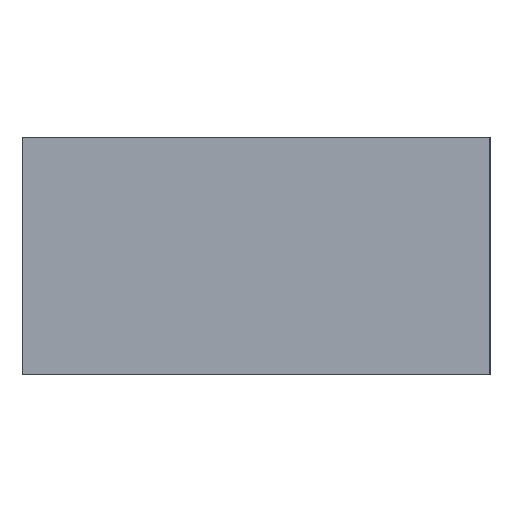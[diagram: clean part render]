
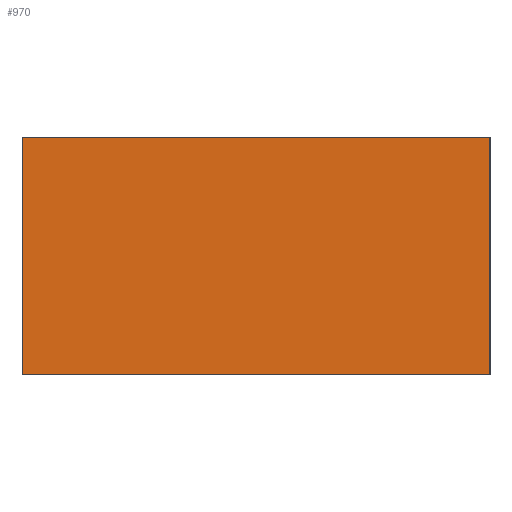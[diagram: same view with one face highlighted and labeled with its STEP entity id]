
A CAD part, left-side view. The second image highlights one B-rep face of the part: STEP entity #970.
In plain terms, the highlighted planar face has unit normal (-1, 0, 0).
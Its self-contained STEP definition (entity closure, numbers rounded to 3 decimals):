
#110 = VERTEX_POINT ( 'NONE', #261 ) ;
#261 = CARTESIAN_POINT ( 'NONE',  ( -190., -47.5, 24.15 ) ) ;
#293 = VERTEX_POINT ( 'NONE', #1268 ) ;
#343 = CARTESIAN_POINT ( 'NONE',  ( -190., 47.5, 24.15 ) ) ;
#512 = LINE ( 'NONE', #1818, #1756 ) ;
#592 = ORIENTED_EDGE ( 'NONE', *, *, #1890, .T. ) ;
#639 = LINE ( 'NONE', #1000, #770 ) ;
#686 = DIRECTION ( 'NONE',  ( 0., 0., 1. ) ) ;
#720 = EDGE_CURVE ( 'NONE', #293, #110, #1338, .T. ) ;
#770 = VECTOR ( 'NONE', #807, 1000. ) ;
#807 = DIRECTION ( 'NONE',  ( 0., 0., 1. ) ) ;
#970 = ADVANCED_FACE ( 'NONE', ( #2489 ), #2063, .T. ) ;
#988 = VERTEX_POINT ( 'NONE', #1449 ) ;
#995 = EDGE_CURVE ( 'NONE', #2174, #988, #512, .T. ) ;
#1000 = CARTESIAN_POINT ( 'NONE',  ( -190., -47.5, -24.15 ) ) ;
#1105 = VECTOR ( 'NONE', #686, 1000. ) ;
#1136 = DIRECTION ( 'NONE',  ( 0., -1., 0. ) ) ;
#1268 = CARTESIAN_POINT ( 'NONE',  ( -190., 47.5, 24.15 ) ) ;
#1283 = EDGE_CURVE ( 'NONE', #2174, #293, #2483, .T. ) ;
#1317 = CARTESIAN_POINT ( 'NONE',  ( -190., 47.5, -24.15 ) ) ;
#1338 = LINE ( 'NONE', #343, #1950 ) ;
#1356 = ORIENTED_EDGE ( 'NONE', *, *, #995, .T. ) ;
#1449 = CARTESIAN_POINT ( 'NONE',  ( -190., -47.5, -24.15 ) ) ;
#1505 = CARTESIAN_POINT ( 'NONE',  ( -190., 47.5, -24.15 ) ) ;
#1659 = DIRECTION ( 'NONE',  ( 0., 0., 1. ) ) ;
#1686 = DIRECTION ( 'NONE',  ( 0., -1., 0. ) ) ;
#1756 = VECTOR ( 'NONE', #1686, 1000. ) ;
#1818 = CARTESIAN_POINT ( 'NONE',  ( -190., 47.5, -24.15 ) ) ;
#1887 = DIRECTION ( 'NONE',  ( -1., 0., 0. ) ) ;
#1890 = EDGE_CURVE ( 'NONE', #988, #110, #639, .T. ) ;
#1924 = EDGE_LOOP ( 'NONE', ( #592, #2087, #2345, #1356 ) ) ;
#1925 = AXIS2_PLACEMENT_3D ( 'NONE', #2284, #1887, #1659 ) ;
#1950 = VECTOR ( 'NONE', #1136, 1000. ) ;
#2063 = PLANE ( 'NONE',  #1925 ) ;
#2087 = ORIENTED_EDGE ( 'NONE', *, *, #720, .F. ) ;
#2174 = VERTEX_POINT ( 'NONE', #1505 ) ;
#2284 = CARTESIAN_POINT ( 'NONE',  ( -190., 47.5, -24.15 ) ) ;
#2345 = ORIENTED_EDGE ( 'NONE', *, *, #1283, .F. ) ;
#2483 = LINE ( 'NONE', #1317, #1105 ) ;
#2489 = FACE_OUTER_BOUND ( 'NONE', #1924, .T. ) ;
